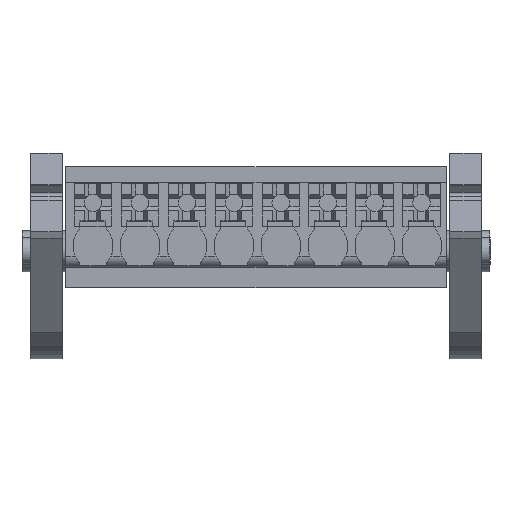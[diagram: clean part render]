
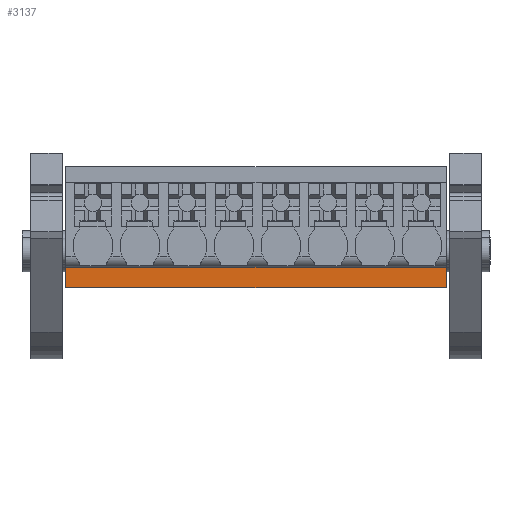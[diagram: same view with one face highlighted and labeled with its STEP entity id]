
A CAD part, top view. The second image highlights one B-rep face of the part: STEP entity #3137.
In plain terms, the highlighted planar face has unit normal (0, 0, 1).
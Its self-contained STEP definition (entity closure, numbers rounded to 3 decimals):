
#3117=AXIS2_PLACEMENT_3D('Plane Axis2P3D',#3114,#3115,#3116) ;
#105=CARTESIAN_POINT('Vertex',(3.25,5.297,20.4)) ;
#108=CARTESIAN_POINT('Line Origine',(3.25,6.06,20.4)) ;
#112=CARTESIAN_POINT('Vertex',(3.25,6.822,20.4)) ;
#2788=CARTESIAN_POINT('Vertex',(31.65,5.297,20.4)) ;
#2791=CARTESIAN_POINT('Line Origine',(17.45,5.297,20.4)) ;
#3114=CARTESIAN_POINT('Axis2P3D Location',(17.43,6.822,20.4)) ;
#3119=CARTESIAN_POINT('Line Origine',(31.65,6.059,20.4)) ;
#3123=CARTESIAN_POINT('Vertex',(31.65,6.822,20.4)) ;
#3126=CARTESIAN_POINT('Line Origine',(17.45,6.822,20.4)) ;
#109=DIRECTION('Vector Direction',(0.,1.,0.)) ;
#2792=DIRECTION('Vector Direction',(1.,0.,0.)) ;
#3115=DIRECTION('Axis2P3D Direction',(-0.,0.,1.)) ;
#3116=DIRECTION('Axis2P3D XDirection',(0.,-1.,0.)) ;
#3120=DIRECTION('Vector Direction',(0.,-1.,0.)) ;
#3127=DIRECTION('Vector Direction',(-1.,0.,0.)) ;
#110=VECTOR('Line Direction',#109,1.) ;
#2793=VECTOR('Line Direction',#2792,1.) ;
#3121=VECTOR('Line Direction',#3120,1.) ;
#3128=VECTOR('Line Direction',#3127,1.) ;
#3132=ORIENTED_EDGE('',*,*,#2795,.T.) ;
#3133=ORIENTED_EDGE('',*,*,#3125,.F.) ;
#3134=ORIENTED_EDGE('',*,*,#3130,.T.) ;
#3135=ORIENTED_EDGE('',*,*,#114,.T.) ;
#3137=ADVANCED_FACE('HOUSING',(#3136),#3118,.T.) ;
#114=EDGE_CURVE('',#113,#106,#111,.F.) ;
#2795=EDGE_CURVE('',#106,#2789,#2794,.T.) ;
#3125=EDGE_CURVE('',#3124,#2789,#3122,.T.) ;
#3130=EDGE_CURVE('',#3124,#113,#3129,.T.) ;
#3131=EDGE_LOOP('',(#3132,#3133,#3134,#3135)) ;
#3136=FACE_OUTER_BOUND('',#3131,.T.) ;
#111=LINE('Line',#108,#110) ;
#2794=LINE('Line',#2791,#2793) ;
#3122=LINE('Line',#3119,#3121) ;
#3129=LINE('Line',#3126,#3128) ;
#3118=PLANE('',#3117) ;
#106=VERTEX_POINT('',#105) ;
#113=VERTEX_POINT('',#112) ;
#2789=VERTEX_POINT('',#2788) ;
#3124=VERTEX_POINT('',#3123) ;
